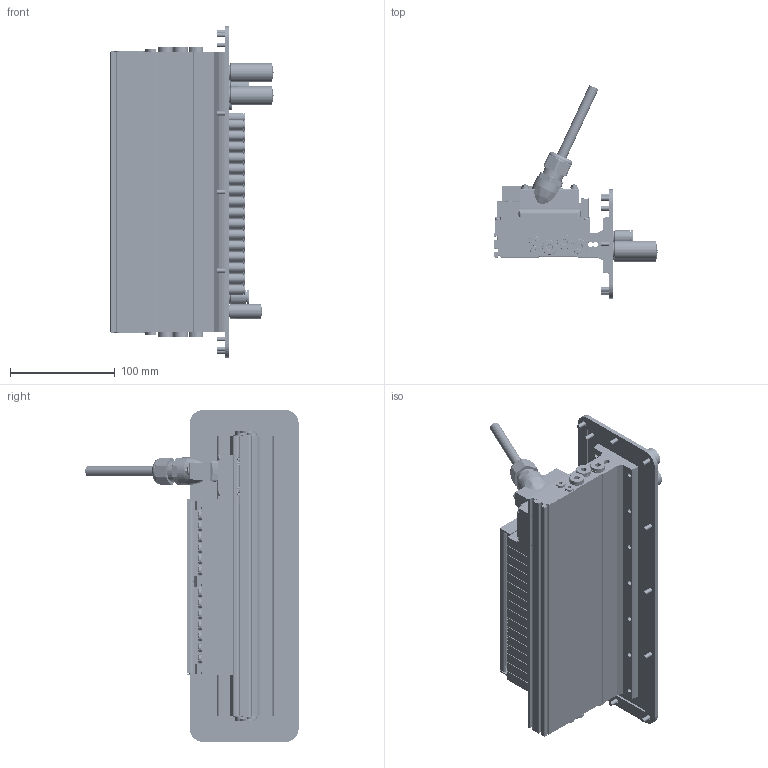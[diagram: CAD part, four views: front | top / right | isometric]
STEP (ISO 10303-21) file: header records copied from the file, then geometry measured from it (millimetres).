
FILE_DESCRIPTION(/* description */ ('VTUG-MP-Ventilinsel'),/* implementation_level */ '2;1');
FILE_NAME(/* name */ 'VTUG 10, 16 met doorvoerplaat en Multi-pin.stp',/* time_stamp */ '2018-07-11T11:01:36+02:00',/* author */ ('user'),/* organization */ ('FESTO'),/* preprocessor_version */ 'ST-DEVELOPER v16.5',/* originating_system */ 'Autodesk Inventor 2017',/* authorisation */ '');
FILE_SCHEMA (('AUTOMOTIVE_DESIGN { 1 0 10303 214 3 1 1 }'));
Length unit declared in the file: millimetre
Products named in the file (21): 573606 VTUG-10-VRLK-B1T-G18FD-DTFD-M7SFD-16VK+TTXNSC; 573605 VABM-L1-10-HWS2-G18-16-GR-- ---(MF); 573413 VUVG-B10-T32C-MZT-F-1T1L---(V_M7); 730988 F-M2x34-10.9; 3568 B-1/8---(VTUG); 174309 B-M7---(VTUG); 573461 ASCF-H-L1-10-16V---(T); 1478897 ASCF-H-L1-L---(S); 1488418 ASCF-H-L1---(H); 1491427 ASCF-H-L1-R---(S); 573446 VAEM-L1-S-M1-44---(0); 573446 VAEM-L1-S-M1-44---(0)_p; 1426888 F-M3x17-10.9; 577376 NEBV-C-S7WA44HS-K-2.5-N-LE36-S10; doorvoerplaat 2 klein; rubber 2nieuw klein; 161419 UC-1/8; 165004 UC-1/4; 578406 NPQH-BK-G18-P10; 578376 NPQH-DK-G18-Q8-P10; 133007 QSM-M7-6-I-R
Assembly tree (110 placements, depth 3):
  573606 VTUG-10-VRLK-B1T-G18FD-DTFD-M7SFD-16VK+TTXNSC
    573605 VABM-L1-10-HWS2-G18-16-GR-- ---(MF)
    573413 VUVG-B10-T32C-MZT-F-1T1L---(V_M7)  x16
    730988 F-M2x34-10.9  x32
    3568 B-1/8---(VTUG)  x6
    174309 B-M7---(VTUG)  x4
    573461 ASCF-H-L1-10-16V---(T)
    1478897 ASCF-H-L1-L---(S)
    1488418 ASCF-H-L1---(H)
    1491427 ASCF-H-L1-R---(S)
    573446 VAEM-L1-S-M1-44---(0)
      573446 VAEM-L1-S-M1-44---(0)_p
      1426888 F-M3x17-10.9  x4
    577376 NEBV-C-S7WA44HS-K-2.5-N-LE36-S10
    doorvoerplaat 2 klein
    rubber 2nieuw klein
    161419 UC-1/8
    165004 UC-1/4  x2
    578406 NPQH-BK-G18-P10
    578376 NPQH-DK-G18-Q8-P10  x2
    133007 QSM-M7-6-I-R  x32
Bounding box: 155.8 x 203.71 x 317 mm (x, y, z)
Volume: 1270921.4 mm3; surface area: 506404.1 mm2
Topology: 109 solids, 109 shells, 8023 faces, 19242 edges, 12512 vertices
Faces by surface type: plane 4897, cylinder 1997, cone 695, torus 252, sphere 131, bspline 51
Full cylindrical faces by diameter (mm): 0.95 x44, 1 x44, 1.022 x1, 1.314 x1, 1.567 x32, 1.69 x32, 2 x32, 2.156 x2, 2.459 x4, 2.6 x7, 2.65 x32, 2.7 x40, 2.8 x4, 3 x6, 3.9 x32, 4 x47, 4.134 x15, 4.2 x80, 4.5 x32, 4.864 x1, 5 x12, 5.3 x32, 5.5 x16, 5.6 x84, 5.85 x1, 5.917 x36, 6 x35, 6.1 x32, 6.2 x2, 6.4 x1
Entity records: 59097 total; most frequent: CARTESIAN_POINT 12555, DIRECTION 9876, ORIENTED_EDGE 8150, EDGE_CURVE 4075, AXIS2_PLACEMENT_3D 3996, EDGE_LOOP 3272, VERTEX_POINT 3077, FACE_OUTER_BOUND 1983
